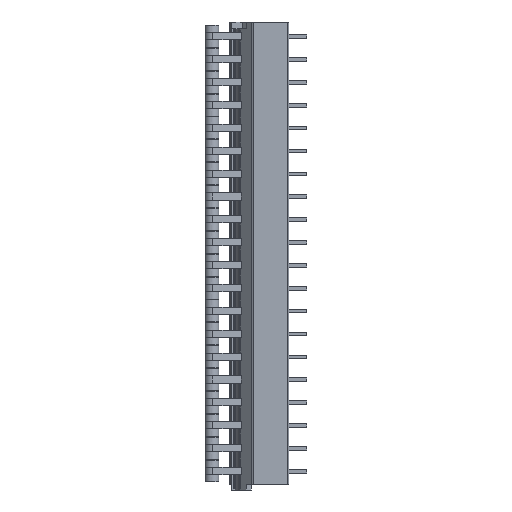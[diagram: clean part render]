
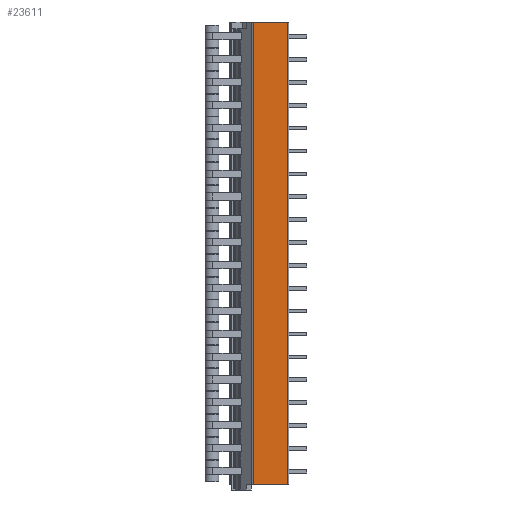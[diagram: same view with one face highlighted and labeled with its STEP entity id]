
A CAD part, left-side view. The second image highlights one B-rep face of the part: STEP entity #23611.
In plain terms, the highlighted planar face has unit normal (-1, 0, 0).
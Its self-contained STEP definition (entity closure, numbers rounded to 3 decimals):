
#30=DIRECTION('',(0.,-1.,0.));
#31=VECTOR('',#30,7.471);
#32=CARTESIAN_POINT('',(0.,7.671,-97.8));
#33=LINE('',#32,#31);
#310=DIRECTION('',(0.,-1.,0.));
#311=VECTOR('',#310,7.471);
#312=CARTESIAN_POINT('',(0.,7.671,3.2));
#313=LINE('',#312,#311);
#659=DIRECTION('',(0.,0.,1.));
#660=VECTOR('',#659,101.);
#661=CARTESIAN_POINT('',(0.,7.671,-97.8));
#662=LINE('',#661,#660);
#663=DIRECTION('',(0.,0.,1.));
#664=VECTOR('',#663,101.);
#665=CARTESIAN_POINT('',(0.,0.2,-97.8));
#666=LINE('',#665,#664);
#18625=CARTESIAN_POINT('',(0.,7.671,-97.8));
#18627=VERTEX_POINT('',#18625);
#18628=CARTESIAN_POINT('',(0.,0.2,-97.8));
#18629=VERTEX_POINT('',#18628);
#18745=CARTESIAN_POINT('',(0.,7.671,3.2));
#18747=VERTEX_POINT('',#18745);
#18748=CARTESIAN_POINT('',(0.,0.2,3.2));
#18749=VERTEX_POINT('',#18748);
#23599=CARTESIAN_POINT('',(0.,7.671,-97.8));
#23600=DIRECTION('',(-1.,0.,0.));
#23601=DIRECTION('',(0.,-1.,0.));
#23602=AXIS2_PLACEMENT_3D('',#23599,#23600,#23601);
#23603=PLANE('',#23602);
#23604=ORIENTED_EDGE('',*,*,#23593,.T.);
#23605=ORIENTED_EDGE('',*,*,#23383,.T.);
#23607=ORIENTED_EDGE('',*,*,#23606,.F.);
#23608=ORIENTED_EDGE('',*,*,#23183,.F.);
#23609=EDGE_LOOP('',(#23604,#23605,#23607,#23608));
#23610=FACE_OUTER_BOUND('',#23609,.F.);
#23611=ADVANCED_FACE('',(#23610),#23603,.T.);
#23183=EDGE_CURVE('',#18627,#18629,#33,.T.);
#23383=EDGE_CURVE('',#18747,#18749,#313,.T.);
#23593=EDGE_CURVE('',#18627,#18747,#662,.T.);
#23606=EDGE_CURVE('',#18629,#18749,#666,.T.);
